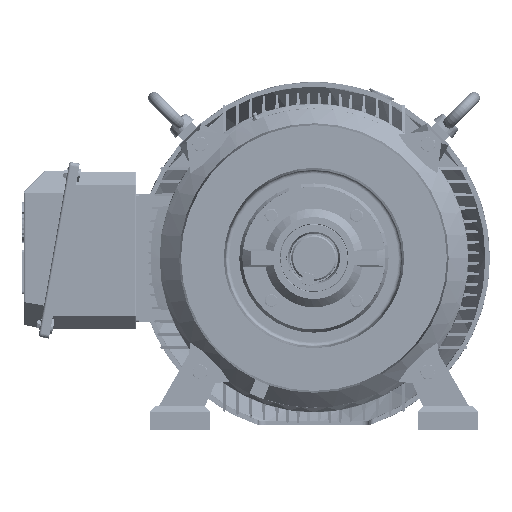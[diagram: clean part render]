
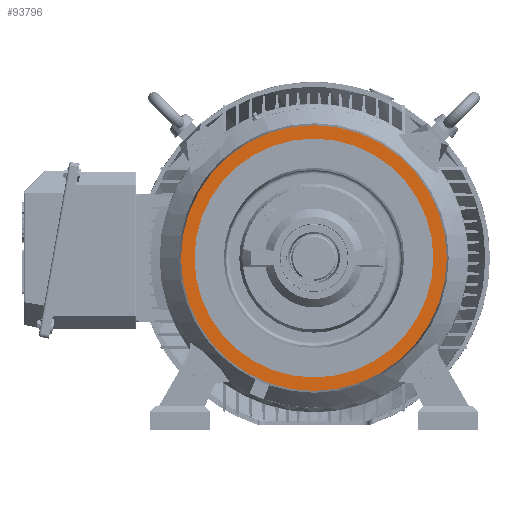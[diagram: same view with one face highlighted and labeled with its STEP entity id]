
A CAD part, left-side view. The second image highlights one B-rep face of the part: STEP entity #93796.
In plain terms, the highlighted face is planar.
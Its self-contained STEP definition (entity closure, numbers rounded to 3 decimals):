
#92231 = VERTEX_POINT ( 'NONE', #119698 ) ;
#92275 = EDGE_CURVE ( 'NONE', #92276, #92277, #119929, .T. ) ;
#92276 = VERTEX_POINT ( 'NONE', #119907 ) ;
#92277 = VERTEX_POINT ( 'NONE', #119905 ) ;
#92286 = EDGE_CURVE ( 'NONE', #92231, #92287, #120014, .T. ) ;
#92287 = VERTEX_POINT ( 'NONE', #120006 ) ;
#93793 = EDGE_CURVE ( 'NONE', #92277, #92276, #129035, .T. ) ;
#93796 = ADVANCED_FACE ( 'NONE', ( #129027, #129026 ), #129025, .F. ) ;
#93797 = EDGE_LOOP ( 'NONE', ( #93798, #93853 ) ) ;
#93798 = ORIENTED_EDGE ( 'NONE', *, *, #92275, .F. ) ;
#93853 = ORIENTED_EDGE ( 'NONE', *, *, #93793, .F. ) ;
#93854 = EDGE_LOOP ( 'NONE', ( #93855, #93857 ) ) ;
#93855 = ORIENTED_EDGE ( 'NONE', *, *, #93856, .T. ) ;
#93856 = EDGE_CURVE ( 'NONE', #92287, #92231, #129126, .T. ) ;
#93857 = ORIENTED_EDGE ( 'NONE', *, *, #92286, .T. ) ;
#119698 = CARTESIAN_POINT ( 'NONE',  ( 176.631, 0., 31.5 ) ) ;
#119905 = CARTESIAN_POINT ( 'NONE',  ( -158.75, 0., 31.5 ) ) ;
#119907 = CARTESIAN_POINT ( 'NONE',  ( 158.75, 0., 31.5 ) ) ;
#119909 = DIRECTION ( 'NONE',  ( 1., 0., 0. ) ) ;
#119911 = DIRECTION ( 'NONE',  ( 0., 0., 1. ) ) ;
#119913 = CARTESIAN_POINT ( 'NONE',  ( 0., 0., 31.5 ) ) ;
#119915 = AXIS2_PLACEMENT_3D ( 'NONE', #119913, #119911, #119909 ) ;
#119929 = CIRCLE ( 'NONE', #119915, 158.75 ) ;
#120006 = CARTESIAN_POINT ( 'NONE',  ( -176.631, 0., 31.5 ) ) ;
#120008 = DIRECTION ( 'NONE',  ( 1., 0., 0. ) ) ;
#120010 = DIRECTION ( 'NONE',  ( 0., 0., 1. ) ) ;
#120011 = CARTESIAN_POINT ( 'NONE',  ( 0., 0., 31.5 ) ) ;
#120012 = AXIS2_PLACEMENT_3D ( 'NONE', #120011, #120010, #120008 ) ;
#120014 = CIRCLE ( 'NONE', #120012, 176.631 ) ;
#129014 = DIRECTION ( 'NONE',  ( -1., 0., 0. ) ) ;
#129015 = DIRECTION ( 'NONE',  ( 0., 0., -1. ) ) ;
#129017 = AXIS2_PLACEMENT_3D ( 'NONE', #129023, #129015, #129014 ) ;
#129023 = CARTESIAN_POINT ( 'NONE',  ( 0., 158.75, 31.5 ) ) ;
#129025 = PLANE ( 'NONE',  #129017 ) ;
#129026 = FACE_OUTER_BOUND ( 'NONE', #93854, .T. ) ;
#129027 = FACE_BOUND ( 'NONE', #93797, .T. ) ;
#129029 = DIRECTION ( 'NONE',  ( 1., 0., 0. ) ) ;
#129031 = DIRECTION ( 'NONE',  ( 0., 0., 1. ) ) ;
#129033 = AXIS2_PLACEMENT_3D ( 'NONE', #129048, #129031, #129029 ) ;
#129035 = CIRCLE ( 'NONE', #129033, 158.75 ) ;
#129048 = CARTESIAN_POINT ( 'NONE',  ( 0., 0., 31.5 ) ) ;
#129123 = CARTESIAN_POINT ( 'NONE',  ( 0., 0., 31.5 ) ) ;
#129125 = AXIS2_PLACEMENT_3D ( 'NONE', #129123, #129268, #129266 ) ;
#129126 = CIRCLE ( 'NONE', #129125, 176.631 ) ;
#129266 = DIRECTION ( 'NONE',  ( 1., 0., 0. ) ) ;
#129268 = DIRECTION ( 'NONE',  ( 0., 0., 1. ) ) ;
